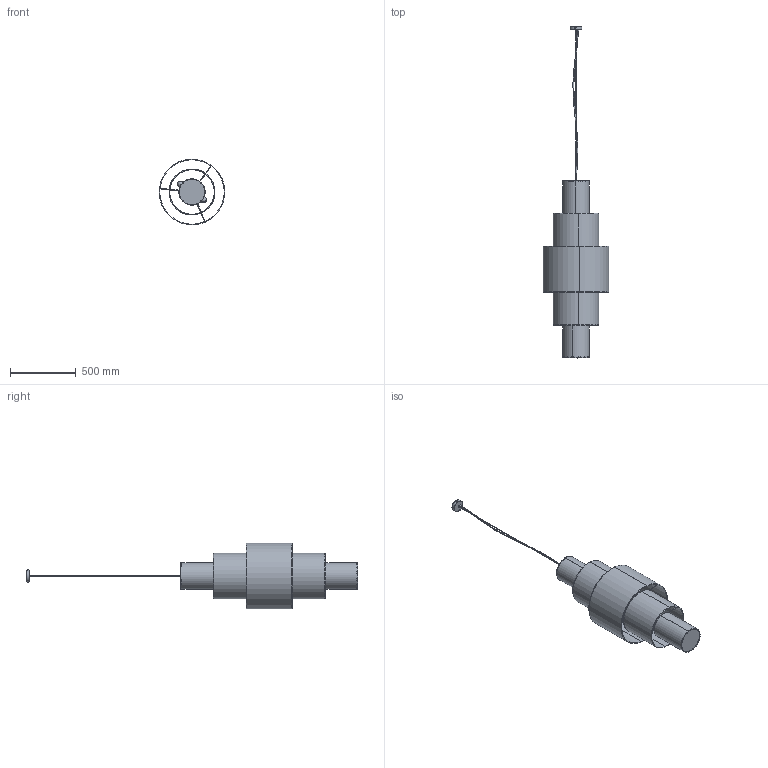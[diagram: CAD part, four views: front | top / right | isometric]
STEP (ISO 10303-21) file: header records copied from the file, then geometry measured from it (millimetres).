
FILE_DESCRIPTION (( 'STEP AP214' ), '1' );
FILE_NAME ('CROISSANT PENDANT LAMP D500 H1350.STEP', '2023-01-26T10:20:01', ( '' ), ( '' ), 'SwSTEP 2.0', 'SolidWorks 2018', '' );
FILE_SCHEMA (( 'AUTOMOTIVE_DESIGN' ));
Length unit declared in the file: millimetre
Products named in the file (18): Soklikoostu; Pleks alumisse kuplisse; FLY kuppel D350_Alumise rängaga; Traadilukk; Pleks ülemisse kuplisse; FLY kuppel D350; CROISSANT PENDANT LAMP D500 H1350; Rosett lühem; FLY kuppel D200 H300; Swivel joint 1; Swivel joint 2; Roseti klamber; E27 classic P; Swivel joint_90deg; socket button head screw_iso_ISO 7380 - M6 x 12 - 12N; E27 sokkel; Juhtmelukk; FLY kuppel D500
Assembly tree (28 placements, depth 3):
  CROISSANT PENDANT LAMP D500 H1350
    Rosett lühem
    FLY kuppel D200 H300  x2
    Pleks ülemisse kuplisse
    Traadilukk
    FLY kuppel D350
    FLY kuppel D500
    FLY kuppel D350_Alumise rängaga
    Pleks alumisse kuplisse
    Soklikoostu
    Juhtmelukk
    E27 classic P  x4
    E27 sokkel  x4
    Swivel joint_90deg  x4
      Swivel joint 1
      Swivel joint 2
    Roseti klamber
    socket button head screw_iso_ISO 7380 - M6 x 12 - 12N  x2
Bounding box: 498.85 x 2527.96 x 498.85 mm (x, y, z)
Volume: 1963188.7 mm3; surface area: 3762571.8 mm2
Topology: 60 solids, 60 shells, 619 faces, 1404 edges, 858 vertices
Faces by surface type: cylinder 231, plane 196, torus 112, cone 40, sphere 36, bspline 4
Entity records: 18655 total; most frequent: CARTESIAN_POINT 8510, DIRECTION 2106, ORIENTED_EDGE 1702, AXIS2_PLACEMENT_3D 908, EDGE_CURVE 851, VERTEX_POINT 515, CIRCLE 482, EDGE_LOOP 430
